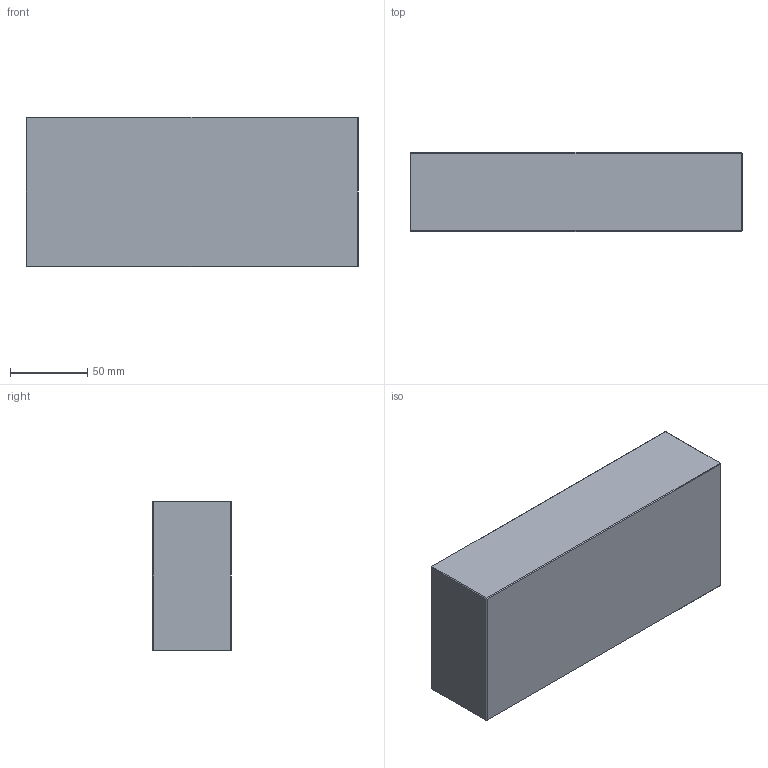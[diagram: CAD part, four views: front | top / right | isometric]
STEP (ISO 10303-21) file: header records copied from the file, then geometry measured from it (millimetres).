
FILE_DESCRIPTION(('FreeCAD Model'),'2;1');
FILE_NAME('Open CASCADE Shape Model','2023-06-05T23:28:13',(''),(''), 'Open CASCADE STEP processor 7.6','FreeCAD','Unknown');
FILE_SCHEMA(('AUTOMOTIVE_DESIGN { 1 0 10303 214 1 1 1 1 }'));
Length unit declared in the file: millimetre
Products named in the file (1): Body
Bounding box: 215 x 51 x 97 mm (x, y, z)
Volume: 214152.4 mm3; surface area: 159963 mm2
Topology: 1 solids, 1 shells, 169 faces, 356 edges, 200 vertices
Faces by surface type: plane 169
Entity records: 8924 total; most frequent: CARTESIAN_POINT 1438, DIRECTION 1408, LINE 1068, VECTOR 1068, ORIENTED_EDGE 712, PCURVE 712, DEFINITIONAL_REPRESENTATION 712, EDGE_CURVE 356
